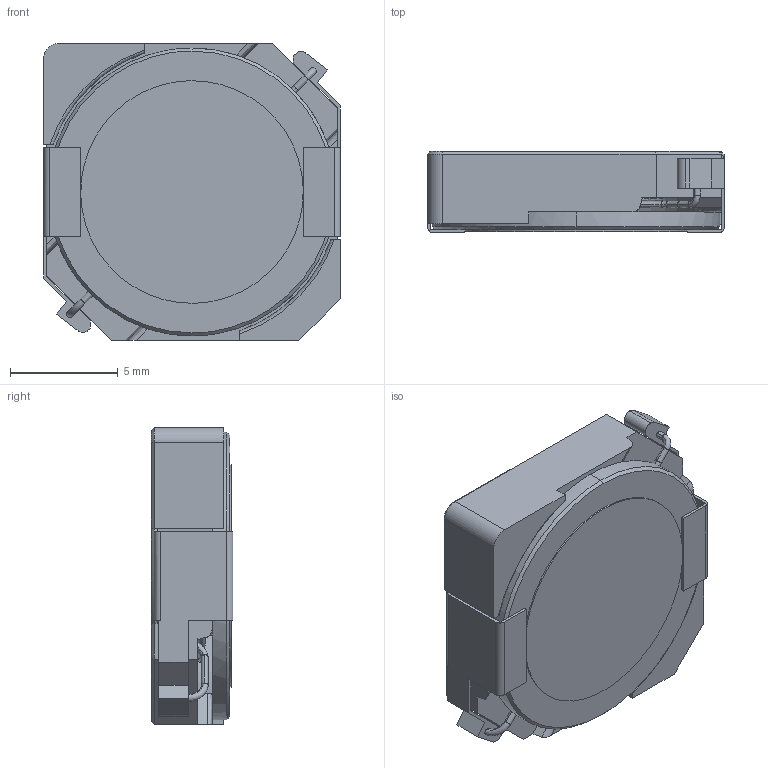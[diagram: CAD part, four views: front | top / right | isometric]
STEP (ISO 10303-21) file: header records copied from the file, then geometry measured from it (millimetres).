
FILE_DESCRIPTION(('FreeCAD Model'),'2;1');
FILE_NAME('Open CASCADE Shape Model','2025-04-29T06:48:45',('FreeCAD'),( 'FreeCAD'),'Open CASCADE STEP processor 7.6','FreeCAD','Unknown');
FILE_SCHEMA(('AUTOMOTIVE_DESIGN { 1 0 10303 214 1 1 1 1 }'));
Length unit declared in the file: millimetre
Products named in the file (1): Open CASCADE STEP translator 7.6 1
Bounding box: 13.79 x 3.8 x 13.79 mm (x, y, z)
Volume: 470.7 mm3; surface area: 1113.5 mm2
Topology: 5 solids, 5 shells, 238 faces, 614 edges, 387 vertices
Faces by surface type: bspline 238
Entity records: 13756 total; most frequent: CARTESIAN_POINT 10118, ORIENTED_EDGE 1228, EDGE_CURVE 614, B_SPLINE_CURVE_WITH_KNOTS 489, VERTEX_POINT 387, FACE_BOUND 245, EDGE_LOOP 245, ADVANCED_FACE 238
